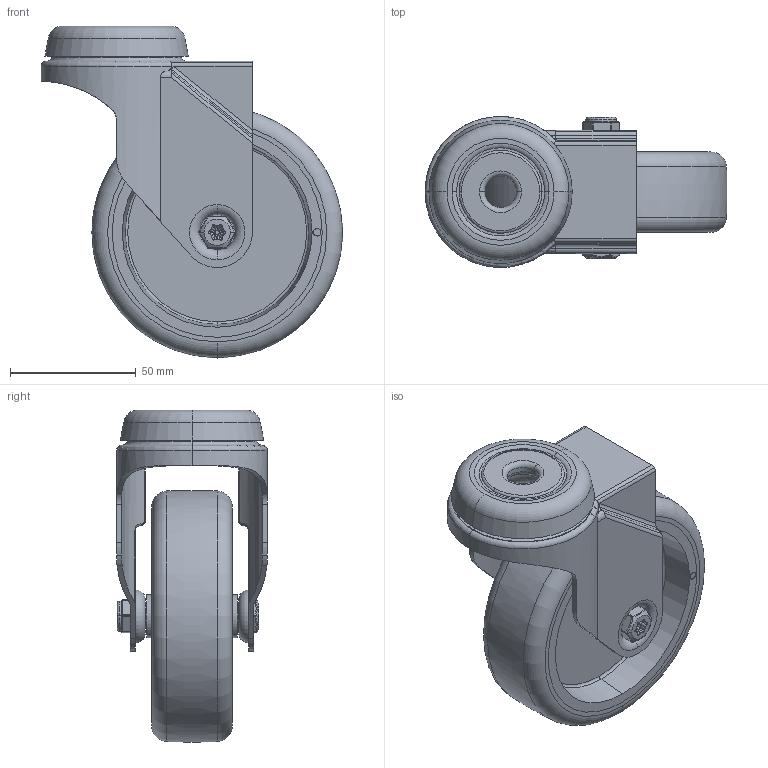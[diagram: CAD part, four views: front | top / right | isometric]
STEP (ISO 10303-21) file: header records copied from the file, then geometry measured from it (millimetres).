
FILE_DESCRIPTION(('STEP AP203'),'1');
FILE_NAME('BZM100GRECBH12.STEP','2023-06-14T10:06:24',(' '),(' '),'Spatial InterOp 3D',' ',' ');
FILE_SCHEMA(('CONFIG_CONTROL_DESIGN'));
Length unit declared in the file: metre
Products named in the file (17): BZM100ASBH12; ZINC PLATED PRESSED STEEL FORKS; ZINC PLATED PRESSED STEEL HEAD; BZM100GRECBH12; BZM100WGREC; 85 SHORE A ELECTRICALLY CONDUCTIVE RUBBER; NYLON RIM; NYLON RIM Geometry; SPOT; TUBEM10X37; ZINC PLATED AXLE TUBE; BOLTBZM8MM; ZINC PLATED AXLE BOLT; NYLOC NUT; NUT; RUBBER; NYLOCM8Z
Assembly tree (16 placements, depth 4):
  BZM100GRECBH12
    BZM100ASBH12
      ZINC PLATED PRESSED STEEL FORKS
      ZINC PLATED PRESSED STEEL HEAD
    BZM100WGREC
      85 SHORE A ELECTRICALLY CONDUCTIVE RUBBER
      NYLON RIM
        NYLON RIM Geometry
        SPOT
    TUBEM10X37
      ZINC PLATED AXLE TUBE
    BOLTBZM8MM
      ZINC PLATED AXLE BOLT
    NYLOCM8Z
      NYLOC NUT
        NUT
        RUBBER
Bounding box: 119.98 x 60 x 131.98 mm (x, y, z)
Volume: 188241.8 mm3; surface area: 90131.8 mm2
Topology: 9 solids, 9 shells, 401 faces, 950 edges, 578 vertices
Faces by surface type: cylinder 178, torus 80, plane 69, sphere 32, bspline 26, cone 14, extrusion 2
Entity records: 21423 total; most frequent: CARTESIAN_POINT 11154, DIRECTION 2173, ORIENTED_EDGE 1884, AXIS2_PLACEMENT_3D 949, EDGE_CURVE 942, VERTEX_POINT 578, CIRCLE 528, EDGE_LOOP 438
